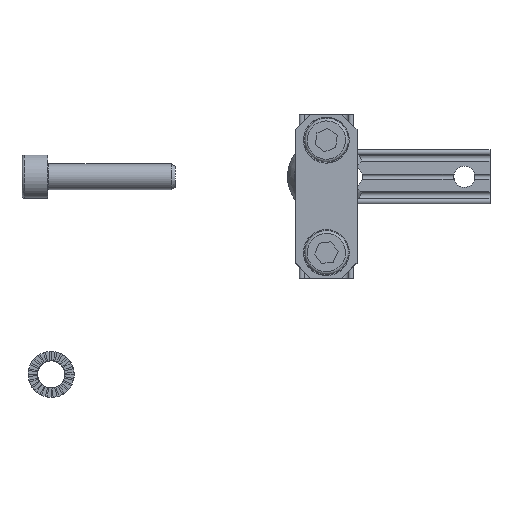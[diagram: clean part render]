
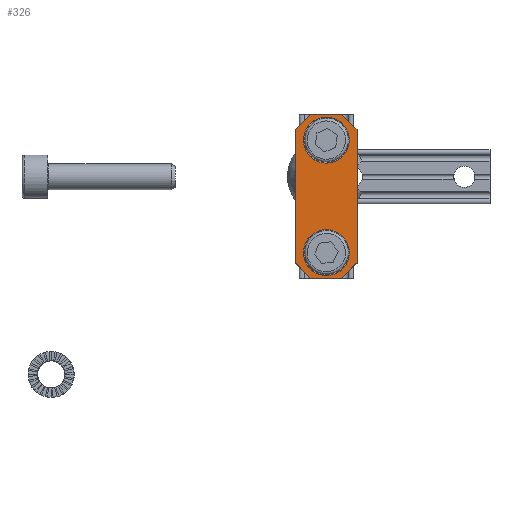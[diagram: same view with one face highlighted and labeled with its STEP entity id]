
A CAD part, top view. The second image highlights one B-rep face of the part: STEP entity #326.
In plain terms, the highlighted planar face has unit normal (0, 0, 1).
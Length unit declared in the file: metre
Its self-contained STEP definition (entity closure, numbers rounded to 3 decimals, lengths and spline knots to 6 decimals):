
#326 = ADVANCED_FACE( '', ( #727, #728, #729 ), #730, .F. );
#727 = FACE_BOUND( '', #1371, .T. );
#728 = FACE_OUTER_BOUND( '', #1372, .T. );
#729 = FACE_BOUND( '', #1373, .T. );
#730 = PLANE( '', #1374 );
#1371 = EDGE_LOOP( '', ( #2034 ) );
#1372 = EDGE_LOOP( '', ( #2035, #2036, #2037, #2038, #2039, #2040, #2041, #2042 ) );
#1373 = EDGE_LOOP( '', ( #2043 ) );
#1374 = AXIS2_PLACEMENT_3D( '', #2044, #2045, #2046 );
#2034 = ORIENTED_EDGE( '', *, *, #4623, .T. );
#2035 = ORIENTED_EDGE( '', *, *, #4624, .T. );
#2036 = ORIENTED_EDGE( '', *, *, #4625, .T. );
#2037 = ORIENTED_EDGE( '', *, *, #4626, .F. );
#2038 = ORIENTED_EDGE( '', *, *, #4627, .T. );
#2039 = ORIENTED_EDGE( '', *, *, #4628, .F. );
#2040 = ORIENTED_EDGE( '', *, *, #4629, .T. );
#2041 = ORIENTED_EDGE( '', *, *, #4630, .F. );
#2042 = ORIENTED_EDGE( '', *, *, #4631, .T. );
#2043 = ORIENTED_EDGE( '', *, *, #4632, .T. );
#2044 = CARTESIAN_POINT( '', ( 0.006, 0.01975, 0.01 ) );
#2045 = DIRECTION( '', ( 0., 0., -1. ) );
#2046 = DIRECTION( '', ( 0., 1., 0. ) );
#4623 = EDGE_CURVE( '', #5483, #5483, #5484, .T. );
#4624 = EDGE_CURVE( '', #5485, #5486, #5487, .T. );
#4625 = EDGE_CURVE( '', #5486, #5488, #5489, .F. );
#4626 = EDGE_CURVE( '', #5490, #5488, #5491, .T. );
#4627 = EDGE_CURVE( '', #5490, #5492, #5493, .T. );
#4628 = EDGE_CURVE( '', #5494, #5492, #5495, .T. );
#4629 = EDGE_CURVE( '', #5494, #5496, #5497, .T. );
#4630 = EDGE_CURVE( '', #5498, #5496, #5499, .T. );
#4631 = EDGE_CURVE( '', #5498, #5485, #5500, .F. );
#4632 = EDGE_CURVE( '', #5501, #5501, #5502, .T. );
#5483 = VERTEX_POINT( '', #6857 );
#5484 = CIRCLE( '', #6858, 0.0045 );
#5485 = VERTEX_POINT( '', #6859 );
#5486 = VERTEX_POINT( '', #6860 );
#5487 = LINE( '', #6861, #6862 );
#5488 = VERTEX_POINT( '', #6863 );
#5489 = LINE( '', #6864, #6865 );
#5490 = VERTEX_POINT( '', #6866 );
#5491 = LINE( '', #6867, #6868 );
#5492 = VERTEX_POINT( '', #6869 );
#5493 = LINE( '', #6870, #6871 );
#5494 = VERTEX_POINT( '', #6872 );
#5495 = LINE( '', #6873, #6874 );
#5496 = VERTEX_POINT( '', #6875 );
#5497 = LINE( '', #6876, #6877 );
#5498 = VERTEX_POINT( '', #6878 );
#5499 = LINE( '', #6879, #6880 );
#5500 = LINE( '', #6881, #6882 );
#5501 = VERTEX_POINT( '', #6883 );
#5502 = CIRCLE( '', #6884, 0.0045 );
#6857 = CARTESIAN_POINT( '', ( 0., 0.00265, 0.01 ) );
#6858 = AXIS2_PLACEMENT_3D( '', #8905, #8906, #8907 );
#6859 = CARTESIAN_POINT( '', ( -0.006, 0.00915, 0.01 ) );
#6860 = CARTESIAN_POINT( '', ( -0.006, -0.01685, 0.01 ) );
#6861 = CARTESIAN_POINT( '', ( -0.006, 0.01975, 0.01 ) );
#6862 = VECTOR( '', #8908, 1. );
#6863 = CARTESIAN_POINT( '', ( -0.003, -0.01985, 0.01 ) );
#6864 = CARTESIAN_POINT( '', ( -0.006, -0.01685, 0.01 ) );
#6865 = VECTOR( '', #8909, 1. );
#6866 = CARTESIAN_POINT( '', ( 0.003, -0.01985, 0.01 ) );
#6867 = CARTESIAN_POINT( '', ( 0.006, -0.01985, 0.01 ) );
#6868 = VECTOR( '', #8910, 1. );
#6869 = CARTESIAN_POINT( '', ( 0.006, -0.01685, 0.01 ) );
#6870 = CARTESIAN_POINT( '', ( 0.003, -0.01985, 0.01 ) );
#6871 = VECTOR( '', #8911, 1. );
#6872 = CARTESIAN_POINT( '', ( 0.006, 0.00915, 0.01 ) );
#6873 = CARTESIAN_POINT( '', ( 0.006, 0.01975, 0.01 ) );
#6874 = VECTOR( '', #8912, 1. );
#6875 = CARTESIAN_POINT( '', ( 0.003, 0.01215, 0.01 ) );
#6876 = CARTESIAN_POINT( '', ( 0.006, 0.00915, 0.01 ) );
#6877 = VECTOR( '', #8913, 1. );
#6878 = CARTESIAN_POINT( '', ( -0.003, 0.01215, 0.01 ) );
#6879 = CARTESIAN_POINT( '', ( -0.006, 0.01215, 0.01 ) );
#6880 = VECTOR( '', #8914, 1. );
#6881 = CARTESIAN_POINT( '', ( -0.003, 0.01215, 0.01 ) );
#6882 = VECTOR( '', #8915, 1. );
#6883 = CARTESIAN_POINT( '', ( 0., -0.01935, 0.01 ) );
#6884 = AXIS2_PLACEMENT_3D( '', #8916, #8917, #8918 );
#8905 = CARTESIAN_POINT( '', ( 0., 0.00715, 0.01 ) );
#8906 = DIRECTION( '', ( 0., 0., -1. ) );
#8907 = DIRECTION( '', ( 0., -1., 0. ) );
#8908 = DIRECTION( '', ( 0., -1., 0. ) );
#8909 = DIRECTION( '', ( -0.707, 0.707, 0. ) );
#8910 = DIRECTION( '', ( -1., 0., 0. ) );
#8911 = DIRECTION( '', ( 0.707, 0.707, 0. ) );
#8912 = DIRECTION( '', ( 0., -1., 0. ) );
#8913 = DIRECTION( '', ( -0.707, 0.707, 0. ) );
#8914 = DIRECTION( '', ( 1., 0., 0. ) );
#8915 = DIRECTION( '', ( 0.707, 0.707, 0. ) );
#8916 = CARTESIAN_POINT( '', ( 0., -0.01485, 0.01 ) );
#8917 = DIRECTION( '', ( 0., 0., -1. ) );
#8918 = DIRECTION( '', ( 0., -1., 0. ) );
